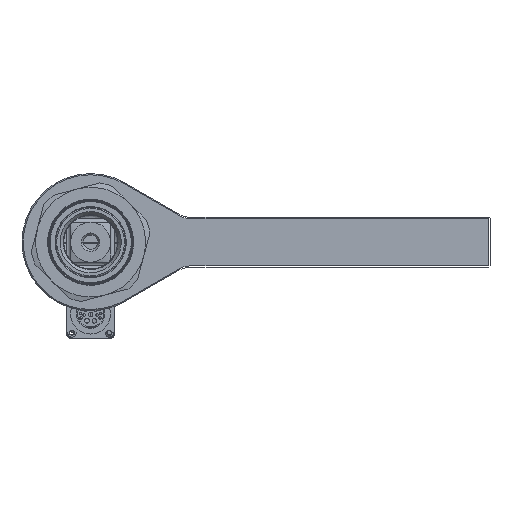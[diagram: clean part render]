
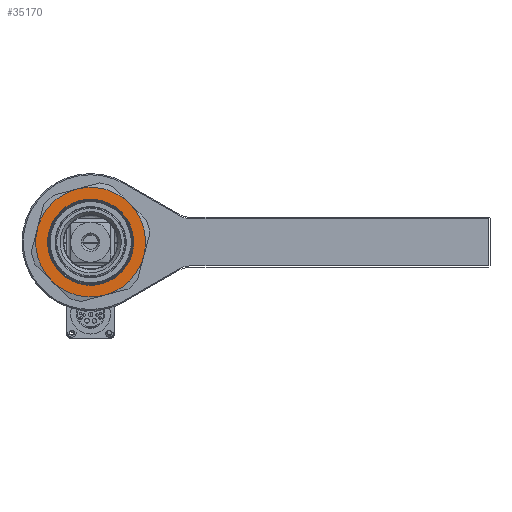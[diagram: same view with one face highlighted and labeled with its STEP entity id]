
A CAD part, left-side view. The second image highlights one B-rep face of the part: STEP entity #35170.
In plain terms, the highlighted planar face has unit normal (-1, 0, 0).
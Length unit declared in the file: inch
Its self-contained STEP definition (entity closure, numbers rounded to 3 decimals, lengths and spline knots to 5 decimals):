
#34331=CARTESIAN_POINT('',(-17.5828,0.005,0.));
#34332=DIRECTION('',(-1.,0.,0.));
#34333=DIRECTION('',(0.,0.707,-0.707));
#34334=AXIS2_PLACEMENT_3D('',#34331,#34332,#34333);
#34336=CARTESIAN_POINT('',(-17.5828,0.005,0.));
#34337=DIRECTION('',(-1.,0.,0.));
#34338=DIRECTION('',(0.,0.966,0.259));
#34339=AXIS2_PLACEMENT_3D('',#34336,#34337,#34338);
#34341=CARTESIAN_POINT('',(-17.5828,0.005,0.));
#34342=DIRECTION('',(-1.,0.,0.));
#34343=DIRECTION('',(0.,-0.707,0.707));
#34344=AXIS2_PLACEMENT_3D('',#34341,#34342,#34343);
#34346=CARTESIAN_POINT('',(-17.5828,0.005,0.));
#34347=DIRECTION('',(-1.,0.,0.));
#34348=DIRECTION('',(0.,-0.966,-0.259));
#34349=AXIS2_PLACEMENT_3D('',#34346,#34347,#34348);
#34351=CARTESIAN_POINT('',(-17.5828,0.005,0.));
#34352=DIRECTION('',(-1.,0.,0.));
#34353=DIRECTION('',(0.,0.707,-0.707));
#34354=AXIS2_PLACEMENT_3D('',#34351,#34352,#34353);
#34356=CARTESIAN_POINT('',(-17.5828,0.005,0.));
#34357=DIRECTION('',(-1.,0.,0.));
#34358=DIRECTION('',(0.,-0.707,0.707));
#34359=AXIS2_PLACEMENT_3D('',#34356,#34357,#34358);
#34396=CARTESIAN_POINT('',(-17.5828,0.005,0.));
#34397=DIRECTION('',(-1.,0.,0.));
#34398=DIRECTION('',(0.,-0.259,-0.966));
#34399=AXIS2_PLACEMENT_3D('',#34396,#34397,#34398);
#34426=CARTESIAN_POINT('',(-17.5828,0.005,0.));
#34427=DIRECTION('',(-1.,0.,0.));
#34428=DIRECTION('',(0.,0.259,0.966));
#34429=AXIS2_PLACEMENT_3D('',#34426,#34427,#34428);
#34461=CARTESIAN_POINT('',(-17.5828,-0.35088,-1.32815));
#34501=CARTESIAN_POINT('',(-17.5828,0.97727,-0.97227));
#34541=CARTESIAN_POINT('',(-17.5828,1.33315,0.35588));
#34581=CARTESIAN_POINT('',(-17.5828,0.36088,1.32815));
#34601=CARTESIAN_POINT('',(-17.5828,-0.96727,0.97227));
#34661=CARTESIAN_POINT('',(-17.5828,-1.32315,-0.35588));
#35107=VERTEX_POINT('',#34581);
#35108=VERTEX_POINT('',#34601);
#35109=VERTEX_POINT('',#34661);
#35113=VERTEX_POINT('',#34461);
#35114=VERTEX_POINT('',#34501);
#35115=VERTEX_POINT('',#34541);
#35116=CARTESIAN_POINT('',(-17.5828,-0.75726,0.76226));
#35117=CARTESIAN_POINT('',(-17.5828,0.76726,-0.76226));
#35118=VERTEX_POINT('',#35116);
#35119=VERTEX_POINT('',#35117);
#35145=CARTESIAN_POINT('',(-17.5828,0.005,0.));
#35146=DIRECTION('',(1.,0.,0.));
#35147=DIRECTION('',(0.,-0.707,0.707));
#35148=AXIS2_PLACEMENT_3D('',#35145,#35146,#35147);
#35149=PLANE('',#35148);
#35151=ORIENTED_EDGE('',*,*,#35150,.F.);
#35153=ORIENTED_EDGE('',*,*,#35152,.F.);
#35155=ORIENTED_EDGE('',*,*,#35154,.F.);
#35157=ORIENTED_EDGE('',*,*,#35156,.F.);
#35159=ORIENTED_EDGE('',*,*,#35158,.F.);
#35161=ORIENTED_EDGE('',*,*,#35160,.F.);
#35162=EDGE_LOOP('',(#35151,#35153,#35155,#35157,#35159,#35161));
#35163=FACE_OUTER_BOUND('',#35162,.F.);
#35165=ORIENTED_EDGE('',*,*,#35164,.T.);
#35167=ORIENTED_EDGE('',*,*,#35166,.T.);
#35168=EDGE_LOOP('',(#35165,#35167));
#35169=FACE_BOUND('',#35168,.F.);
#35170=ADVANCED_FACE('',(#35163,#35169),#35149,.F.);
#34335=CIRCLE('',#34334,1.375);
#34340=CIRCLE('',#34339,1.375);
#34345=CIRCLE('',#34344,1.375);
#34350=CIRCLE('',#34349,1.375);
#34355=CIRCLE('',#34354,1.078);
#34360=CIRCLE('',#34359,1.078);
#34400=CIRCLE('',#34399,1.375);
#34430=CIRCLE('',#34429,1.375);
#35150=EDGE_CURVE('',#35113,#35109,#34400,.T.);
#35152=EDGE_CURVE('',#35114,#35113,#34335,.T.);
#35154=EDGE_CURVE('',#35115,#35114,#34340,.T.);
#35156=EDGE_CURVE('',#35107,#35115,#34430,.T.);
#35158=EDGE_CURVE('',#35108,#35107,#34345,.T.);
#35160=EDGE_CURVE('',#35109,#35108,#34350,.T.);
#35164=EDGE_CURVE('',#35119,#35118,#34355,.T.);
#35166=EDGE_CURVE('',#35118,#35119,#34360,.T.);
